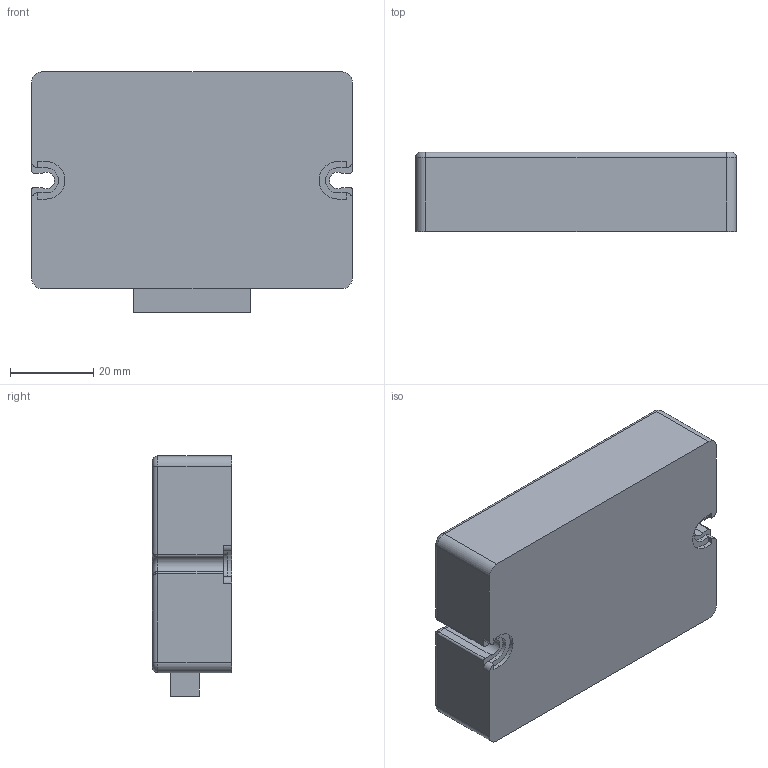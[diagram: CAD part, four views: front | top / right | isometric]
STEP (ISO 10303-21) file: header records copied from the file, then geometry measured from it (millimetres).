
FILE_DESCRIPTION(/* description */ ('Alibre Inc.'),/* implementation_level */ '2;1');
FILE_NAME(/* name */ 'export-4971D4F8-3746-4444-810C-A8FB82882512',/* time_stamp */ '2020-04-22T13:15:44+02:00',/* author */ (''),/* organization */ (''),/* preprocessor_version */ 'ST-DEVELOPER v17',/* originating_system */ 'Alibre',/* authorisation */ '');
FILE_SCHEMA (('CONFIG_CONTROL_DESIGN'));
Length unit declared in the file: centimetre
Bounding box: 77 x 19 x 57.6 mm (x, y, z)
Volume: 75286.9 mm3; surface area: 14599.6 mm2
Topology: 1 solids, 1 shells, 450 faces, 1166 edges, 735 vertices
Faces by surface type: plane 315, cylinder 111, cone 14, torus 6, bspline 4
Entity records: 13805 total; most frequent: CARTESIAN_POINT 3152, ORIENTED_EDGE 2324, DIRECTION 1789, EDGE_CURVE 1162, VECTOR 847, LINE 847, VERTEX_POINT 735, AXIS2_PLACEMENT_3D 630
